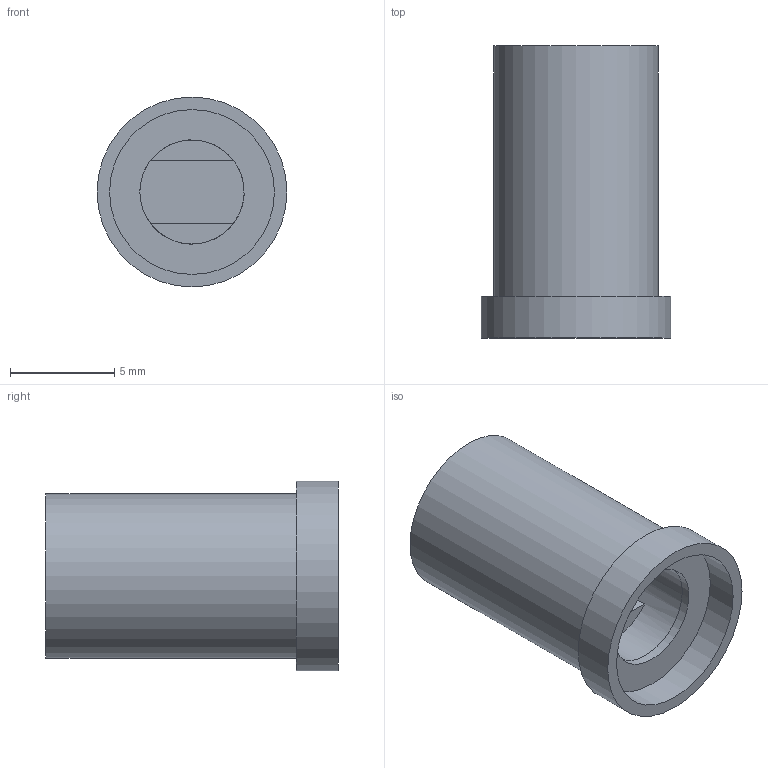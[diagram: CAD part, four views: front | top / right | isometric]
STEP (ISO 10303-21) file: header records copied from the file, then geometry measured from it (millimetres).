
FILE_DESCRIPTION(/* description */ (''),/* implementation_level */ '2;1');
FILE_NAME(/* name */ 'arm_stepper_connector v1.step',/* time_stamp */ '2019-01-11T10:53:48+01:00',/* author */ ('elderzz'),/* organization */ (''),/* preprocessor_version */ 'ST-DEVELOPER v17.2',/* originating_system */ 'Autodesk Translation Framework v7.6.0.251',/* authorisation */ '');
FILE_SCHEMA (('AUTOMOTIVE_DESIGN { 1 0 10303 214 3 1 1 }'));
Length unit declared in the file: millimetre
Products named in the file (1): arm_stepper_connector
Bounding box: 9.1 x 14 x 9.1 mm (x, y, z)
Volume: 522.9 mm3; surface area: 725.7 mm2
Topology: 2 solids, 2 shells, 15 faces, 30 edges, 21 vertices
Faces by surface type: plane 10, cylinder 5
Full cylindrical faces by diameter (mm): 5 x2, 7.9 x2, 9.1 x1
Entity records: 441 total; most frequent: DIRECTION 79, CARTESIAN_POINT 67, ORIENTED_EDGE 60, AXIS2_PLACEMENT_3D 33, EDGE_CURVE 30, VERTEX_POINT 21, EDGE_LOOP 19, CIRCLE 17
